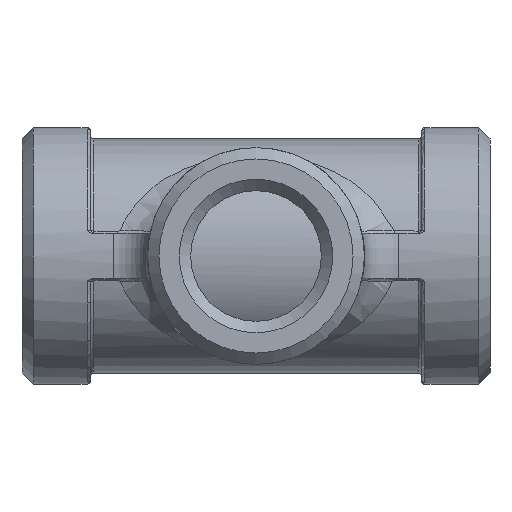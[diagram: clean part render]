
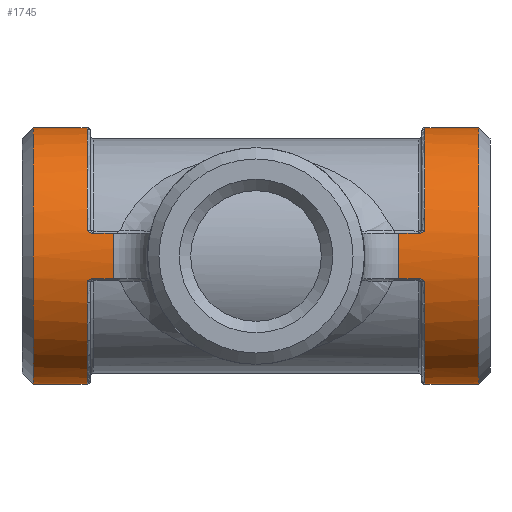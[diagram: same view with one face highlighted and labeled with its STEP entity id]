
A CAD part, front view. The second image highlights one B-rep face of the part: STEP entity #1745.
In plain terms, the highlighted cylindrical face has radius 11.25 mm (diameter 22.5 mm), a full revolution.
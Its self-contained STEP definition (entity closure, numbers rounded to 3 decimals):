
#63=FACE_BOUND('',#525,.T.);
#64=FACE_BOUND('',#526,.T.);
#176=CIRCLE('',#1898,11.25);
#177=CIRCLE('',#1900,11.25);
#178=CIRCLE('',#1901,11.25);
#179=CIRCLE('',#1902,11.25);
#180=CIRCLE('',#1903,11.25);
#181=CIRCLE('',#1904,11.25);
#182=CIRCLE('',#1905,11.25);
#183=CIRCLE('',#1906,11.25);
#275=LINE('',#3387,#331);
#278=LINE('',#3414,#334);
#279=LINE('',#3418,#335);
#280=LINE('',#3433,#336);
#281=LINE('',#3448,#337);
#282=LINE('',#3451,#338);
#331=VECTOR('',#2202,29.6);
#334=VECTOR('',#2221,1.818);
#335=VECTOR('',#2224,1.818);
#336=VECTOR('',#2227,29.6);
#337=VECTOR('',#2230,1.818);
#338=VECTOR('',#2233,1.818);
#403=FACE_OUTER_BOUND('',#524,.T.);
#524=EDGE_LOOP('',(#1276));
#525=EDGE_LOOP('',(#1277));
#526=EDGE_LOOP('',(#1278,#1279,#1280,#1281,#1282,#1283,#1284,#1285,#1286,
#1287,#1288,#1289,#1290,#1291,#1292,#1293));
#664=B_SPLINE_CURVE_WITH_KNOTS('',3,(#3250,#3251,#3252,#3253,#3254,#3255,
#3256,#3257,#3258,#3259),.UNSPECIFIED.,.F.,.F.,(4,2,2,2,4),(0.,
0.,0.023,0.039,0.043),
 .UNSPECIFIED.);
#671=B_SPLINE_CURVE_WITH_KNOTS('',3,(#3403,#3404,#3405,#3406,#3407,#3408,
#3409,#3410,#3411,#3412),.UNSPECIFIED.,.F.,.F.,(4,2,2,2,4),(0.,
0.006,0.027,0.058,0.058),
 .UNSPECIFIED.);
#672=B_SPLINE_CURVE_WITH_KNOTS('',3,(#3420,#3421,#3422,#3423,#3424,#3425,
#3426,#3427,#3428,#3429),.UNSPECIFIED.,.F.,.F.,(4,2,2,2,4),(0.,
0.,0.023,0.039,0.043),
 .UNSPECIFIED.);
#673=B_SPLINE_CURVE_WITH_KNOTS('',3,(#3437,#3438,#3439,#3440,#3441,#3442,
#3443,#3444,#3445,#3446),.UNSPECIFIED.,.F.,.F.,(4,2,2,2,4),(0.,
0.006,0.027,0.058,0.058),
 .UNSPECIFIED.);
#752=VERTEX_POINT('',#3243);
#753=VERTEX_POINT('',#3249);
#763=VERTEX_POINT('',#3346);
#767=VERTEX_POINT('',#3380);
#769=VERTEX_POINT('',#3396);
#770=VERTEX_POINT('',#3398);
#771=VERTEX_POINT('',#3400);
#772=VERTEX_POINT('',#3402);
#773=VERTEX_POINT('',#3413);
#774=VERTEX_POINT('',#3415);
#775=VERTEX_POINT('',#3417);
#776=VERTEX_POINT('',#3419);
#777=VERTEX_POINT('',#3430);
#778=VERTEX_POINT('',#3432);
#779=VERTEX_POINT('',#3434);
#780=VERTEX_POINT('',#3436);
#781=VERTEX_POINT('',#3447);
#782=VERTEX_POINT('',#3449);
#935=EDGE_CURVE('',#752,#753,#664,.T.);
#960=EDGE_CURVE('',#763,#767,#275,.T.);
#964=EDGE_CURVE('',#763,#752,#176,.T.);
#965=EDGE_CURVE('',#769,#769,#177,.T.);
#966=EDGE_CURVE('',#770,#770,#178,.T.);
#967=EDGE_CURVE('',#771,#767,#179,.T.);
#968=EDGE_CURVE('',#772,#771,#671,.T.);
#969=EDGE_CURVE('',#773,#772,#278,.T.);
#970=EDGE_CURVE('',#774,#773,#180,.T.);
#971=EDGE_CURVE('',#775,#774,#279,.T.);
#972=EDGE_CURVE('',#776,#775,#672,.T.);
#973=EDGE_CURVE('',#777,#776,#181,.T.);
#974=EDGE_CURVE('',#777,#778,#280,.T.);
#975=EDGE_CURVE('',#779,#778,#182,.T.);
#976=EDGE_CURVE('',#780,#779,#673,.T.);
#977=EDGE_CURVE('',#780,#781,#281,.T.);
#978=EDGE_CURVE('',#782,#781,#183,.T.);
#979=EDGE_CURVE('',#753,#782,#282,.T.);
#1276=ORIENTED_EDGE('',*,*,#965,.T.);
#1277=ORIENTED_EDGE('',*,*,#966,.F.);
#1278=ORIENTED_EDGE('',*,*,#964,.F.);
#1279=ORIENTED_EDGE('',*,*,#960,.T.);
#1280=ORIENTED_EDGE('',*,*,#967,.F.);
#1281=ORIENTED_EDGE('',*,*,#968,.F.);
#1282=ORIENTED_EDGE('',*,*,#969,.F.);
#1283=ORIENTED_EDGE('',*,*,#970,.F.);
#1284=ORIENTED_EDGE('',*,*,#971,.F.);
#1285=ORIENTED_EDGE('',*,*,#972,.F.);
#1286=ORIENTED_EDGE('',*,*,#973,.F.);
#1287=ORIENTED_EDGE('',*,*,#974,.T.);
#1288=ORIENTED_EDGE('',*,*,#975,.F.);
#1289=ORIENTED_EDGE('',*,*,#976,.F.);
#1290=ORIENTED_EDGE('',*,*,#977,.T.);
#1291=ORIENTED_EDGE('',*,*,#978,.F.);
#1292=ORIENTED_EDGE('',*,*,#979,.F.);
#1293=ORIENTED_EDGE('',*,*,#935,.F.);
#1686=CYLINDRICAL_SURFACE('',#1899,11.25);
#1745=ADVANCED_FACE('',(#403,#63,#64),#1686,.T.);
#1898=AXIS2_PLACEMENT_3D('',#3394,#2211,#2212);
#1899=AXIS2_PLACEMENT_3D('',#3395,#2213,#2214);
#1900=AXIS2_PLACEMENT_3D('',#3397,#2215,#2216);
#1901=AXIS2_PLACEMENT_3D('',#3399,#2217,#2218);
#1902=AXIS2_PLACEMENT_3D('',#3401,#2219,#2220);
#1903=AXIS2_PLACEMENT_3D('',#3416,#2222,#2223);
#1904=AXIS2_PLACEMENT_3D('',#3431,#2225,#2226);
#1905=AXIS2_PLACEMENT_3D('',#3435,#2228,#2229);
#1906=AXIS2_PLACEMENT_3D('',#3450,#2231,#2232);
#2202=DIRECTION('',(-1.,0.,0.));
#2211=DIRECTION('center_axis',(-1.,0.,0.));
#2212=DIRECTION('ref_axis',(0.,0.011,-1.));
#2213=DIRECTION('center_axis',(1.,0.,0.));
#2214=DIRECTION('ref_axis',(0.,1.,0.));
#2215=DIRECTION('center_axis',(1.,0.,0.));
#2216=DIRECTION('ref_axis',(0.,0.,-1.));
#2217=DIRECTION('center_axis',(1.,0.,0.));
#2218=DIRECTION('ref_axis',(0.,0.,-1.));
#2219=DIRECTION('center_axis',(1.,0.,0.));
#2220=DIRECTION('ref_axis',(0.,0.011,-1.));
#2221=DIRECTION('',(-1.,0.,0.));
#2222=DIRECTION('center_axis',(1.,0.,0.));
#2223=DIRECTION('ref_axis',(0.,-0.984,0.178));
#2224=DIRECTION('',(1.,0.,0.));
#2225=DIRECTION('center_axis',(1.,0.,0.));
#2226=DIRECTION('ref_axis',(0.,0.011,1.));
#2227=DIRECTION('',(1.,0.,0.));
#2228=DIRECTION('center_axis',(-1.,0.,0.));
#2229=DIRECTION('ref_axis',(0.,0.011,1.));
#2230=DIRECTION('',(-1.,0.,0.));
#2231=DIRECTION('center_axis',(-1.,0.,0.));
#2232=DIRECTION('ref_axis',(0.,0.984,-0.178));
#2233=DIRECTION('',(-1.,0.,0.));
#3243=CARTESIAN_POINT('',(14.8,-11.025,-2.24));
#3249=CARTESIAN_POINT('',(14.318,-11.071,-2.));
#3250=CARTESIAN_POINT('Ctrl Pts',(14.8,-11.025,-2.24));
#3251=CARTESIAN_POINT('Ctrl Pts',(14.8,-11.025,-2.24));
#3252=CARTESIAN_POINT('Ctrl Pts',(14.799,-11.025,-2.239));
#3253=CARTESIAN_POINT('Ctrl Pts',(14.744,-11.036,-2.186));
#3254=CARTESIAN_POINT('Ctrl Pts',(14.671,-11.049,-2.12));
#3255=CARTESIAN_POINT('Ctrl Pts',(14.52,-11.064,-2.038));
#3256=CARTESIAN_POINT('Ctrl Pts',(14.451,-11.068,-2.014));
#3257=CARTESIAN_POINT('Ctrl Pts',(14.36,-11.071,-2.002));
#3258=CARTESIAN_POINT('Ctrl Pts',(14.339,-11.071,-2.));
#3259=CARTESIAN_POINT('Ctrl Pts',(14.318,-11.071,-2.));
#3346=CARTESIAN_POINT('',(14.8,11.114,-1.747));
#3380=CARTESIAN_POINT('',(-14.8,11.114,-1.747));
#3387=CARTESIAN_POINT('',(-17.,11.114,-1.747));
#3394=CARTESIAN_POINT('Origin',(14.8,0.,0.));
#3395=CARTESIAN_POINT('Origin',(-17.,0.,0.));
#3396=CARTESIAN_POINT('',(-19.5,11.25,0.));
#3397=CARTESIAN_POINT('Origin',(-19.5,0.,0.));
#3398=CARTESIAN_POINT('',(19.5,11.25,0.));
#3399=CARTESIAN_POINT('Origin',(19.5,0.,0.));
#3400=CARTESIAN_POINT('',(-14.8,-11.025,-2.24));
#3401=CARTESIAN_POINT('Origin',(-14.8,0.,0.));
#3402=CARTESIAN_POINT('',(-14.318,-11.071,-2.));
#3403=CARTESIAN_POINT('Ctrl Pts',(-14.318,-11.071,-2.));
#3404=CARTESIAN_POINT('Ctrl Pts',(-14.339,-11.071,-2.));
#3405=CARTESIAN_POINT('Ctrl Pts',(-14.36,-11.071,-2.002));
#3406=CARTESIAN_POINT('Ctrl Pts',(-14.451,-11.068,-2.014));
#3407=CARTESIAN_POINT('Ctrl Pts',(-14.52,-11.064,-2.038));
#3408=CARTESIAN_POINT('Ctrl Pts',(-14.671,-11.049,-2.12));
#3409=CARTESIAN_POINT('Ctrl Pts',(-14.744,-11.036,-2.186));
#3410=CARTESIAN_POINT('Ctrl Pts',(-14.799,-11.025,-2.239));
#3411=CARTESIAN_POINT('Ctrl Pts',(-14.8,-11.025,-2.24));
#3412=CARTESIAN_POINT('Ctrl Pts',(-14.8,-11.025,-2.24));
#3413=CARTESIAN_POINT('',(-12.5,-11.071,-2.));
#3414=CARTESIAN_POINT('',(-17.,-11.071,-2.));
#3415=CARTESIAN_POINT('',(-12.5,-11.071,2.));
#3416=CARTESIAN_POINT('Origin',(-12.5,0.,0.));
#3417=CARTESIAN_POINT('',(-14.318,-11.071,2.));
#3418=CARTESIAN_POINT('',(-17.,-11.071,2.));
#3419=CARTESIAN_POINT('',(-14.8,-11.025,2.24));
#3420=CARTESIAN_POINT('Ctrl Pts',(-14.8,-11.025,2.24));
#3421=CARTESIAN_POINT('Ctrl Pts',(-14.8,-11.025,2.24));
#3422=CARTESIAN_POINT('Ctrl Pts',(-14.799,-11.025,2.239));
#3423=CARTESIAN_POINT('Ctrl Pts',(-14.744,-11.036,2.186));
#3424=CARTESIAN_POINT('Ctrl Pts',(-14.671,-11.049,2.12));
#3425=CARTESIAN_POINT('Ctrl Pts',(-14.52,-11.064,2.038));
#3426=CARTESIAN_POINT('Ctrl Pts',(-14.451,-11.068,2.014));
#3427=CARTESIAN_POINT('Ctrl Pts',(-14.36,-11.071,2.002));
#3428=CARTESIAN_POINT('Ctrl Pts',(-14.339,-11.071,2.));
#3429=CARTESIAN_POINT('Ctrl Pts',(-14.318,-11.071,2.));
#3430=CARTESIAN_POINT('',(-14.8,11.114,1.747));
#3431=CARTESIAN_POINT('Origin',(-14.8,0.,0.));
#3432=CARTESIAN_POINT('',(14.8,11.114,1.747));
#3433=CARTESIAN_POINT('',(-17.,11.114,1.747));
#3434=CARTESIAN_POINT('',(14.8,-11.025,2.24));
#3435=CARTESIAN_POINT('Origin',(14.8,0.,0.));
#3436=CARTESIAN_POINT('',(14.318,-11.071,2.));
#3437=CARTESIAN_POINT('Ctrl Pts',(14.318,-11.071,2.));
#3438=CARTESIAN_POINT('Ctrl Pts',(14.339,-11.071,2.));
#3439=CARTESIAN_POINT('Ctrl Pts',(14.36,-11.071,2.002));
#3440=CARTESIAN_POINT('Ctrl Pts',(14.451,-11.068,2.014));
#3441=CARTESIAN_POINT('Ctrl Pts',(14.52,-11.064,2.038));
#3442=CARTESIAN_POINT('Ctrl Pts',(14.671,-11.049,2.12));
#3443=CARTESIAN_POINT('Ctrl Pts',(14.744,-11.036,2.186));
#3444=CARTESIAN_POINT('Ctrl Pts',(14.799,-11.025,2.239));
#3445=CARTESIAN_POINT('Ctrl Pts',(14.8,-11.025,2.24));
#3446=CARTESIAN_POINT('Ctrl Pts',(14.8,-11.025,2.24));
#3447=CARTESIAN_POINT('',(12.5,-11.071,2.));
#3448=CARTESIAN_POINT('',(14.5,-11.071,2.));
#3449=CARTESIAN_POINT('',(12.5,-11.071,-2.));
#3450=CARTESIAN_POINT('Origin',(12.5,0.,0.));
#3451=CARTESIAN_POINT('',(-17.,-11.071,-2.));
